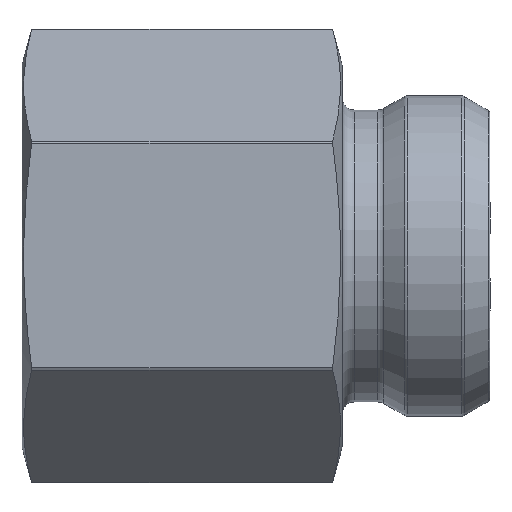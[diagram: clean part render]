
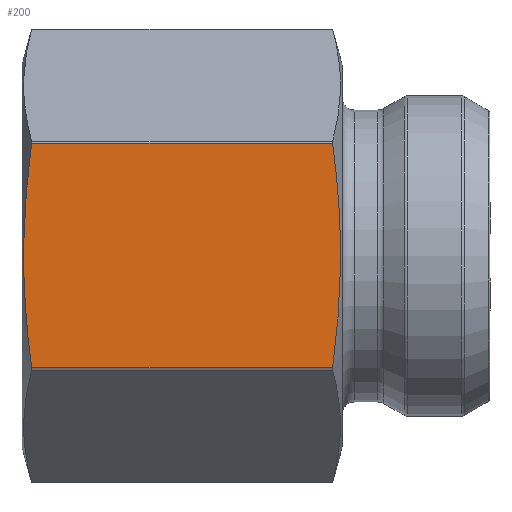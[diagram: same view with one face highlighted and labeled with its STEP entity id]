
A CAD part, top view. The second image highlights one B-rep face of the part: STEP entity #200.
In plain terms, the highlighted planar face has unit normal (0, 0, 1).
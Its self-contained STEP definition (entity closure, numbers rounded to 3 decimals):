
#200=ADVANCED_FACE('',(#245),#235,.F.);
#235=PLANE('',#572);
#245=FACE_OUTER_BOUND('',#257,.T.);
#257=EDGE_LOOP('',(#327,#328,#329,#330));
#315=B_SPLINE_CURVE_WITH_KNOTS('',3,(#797,#798,#799,#800,#801,#802),
 .UNSPECIFIED.,.F.,.F.,(4,2,4),(0.,0.5,1.),.UNSPECIFIED.);
#316=B_SPLINE_CURVE_WITH_KNOTS('',3,(#806,#807,#808,#809,#810,#811),
 .UNSPECIFIED.,.F.,.F.,(4,2,4),(0.,0.5,1.),.UNSPECIFIED.);
#327=ORIENTED_EDGE('',*,*,#489,.F.);
#328=ORIENTED_EDGE('',*,*,#490,.T.);
#329=ORIENTED_EDGE('',*,*,#491,.T.);
#330=ORIENTED_EDGE('',*,*,#492,.T.);
#443=VERTEX_POINT('',#795);
#444=VERTEX_POINT('',#796);
#445=VERTEX_POINT('',#803);
#446=VERTEX_POINT('',#805);
#489=EDGE_CURVE('',#443,#444,#547,.T.);
#490=EDGE_CURVE('',#443,#445,#315,.T.);
#491=EDGE_CURVE('',#445,#446,#548,.T.);
#492=EDGE_CURVE('',#446,#444,#316,.T.);
#547=LINE('',#794,#559);
#548=LINE('',#804,#560);
#559=VECTOR('',#643,1.);
#560=VECTOR('',#644,1.);
#572=AXIS2_PLACEMENT_3D('',#812,#645,#646);
#643=DIRECTION('',(-1.,0.,0.));
#644=DIRECTION('',(-1.,0.,0.));
#645=DIRECTION('',(0.,0.,-1.));
#646=DIRECTION('',(0.,1.,0.));
#794=CARTESIAN_POINT('',(38.,-9.119,16.));
#795=CARTESIAN_POINT('',(25.219,-9.119,16.));
#796=CARTESIAN_POINT('',(0.781,-9.119,16.));
#797=CARTESIAN_POINT('',(25.219,-9.119,16.));
#798=CARTESIAN_POINT('',(25.622,-6.082,16.));
#799=CARTESIAN_POINT('',(25.867,-3.025,16.));
#800=CARTESIAN_POINT('',(25.865,3.056,16.));
#801=CARTESIAN_POINT('',(25.621,6.089,16.));
#802=CARTESIAN_POINT('',(25.219,9.119,16.));
#803=CARTESIAN_POINT('',(25.219,9.119,16.));
#804=CARTESIAN_POINT('',(38.,9.119,16.));
#805=CARTESIAN_POINT('',(0.781,9.119,16.));
#806=CARTESIAN_POINT('',(0.781,9.119,16.));
#807=CARTESIAN_POINT('',(0.38,6.09,16.));
#808=CARTESIAN_POINT('',(0.135,3.057,16.));
#809=CARTESIAN_POINT('',(0.133,-3.024,16.));
#810=CARTESIAN_POINT('',(0.379,-6.083,16.));
#811=CARTESIAN_POINT('',(0.781,-9.119,16.));
#812=CARTESIAN_POINT('',(38.,9.119,16.));
